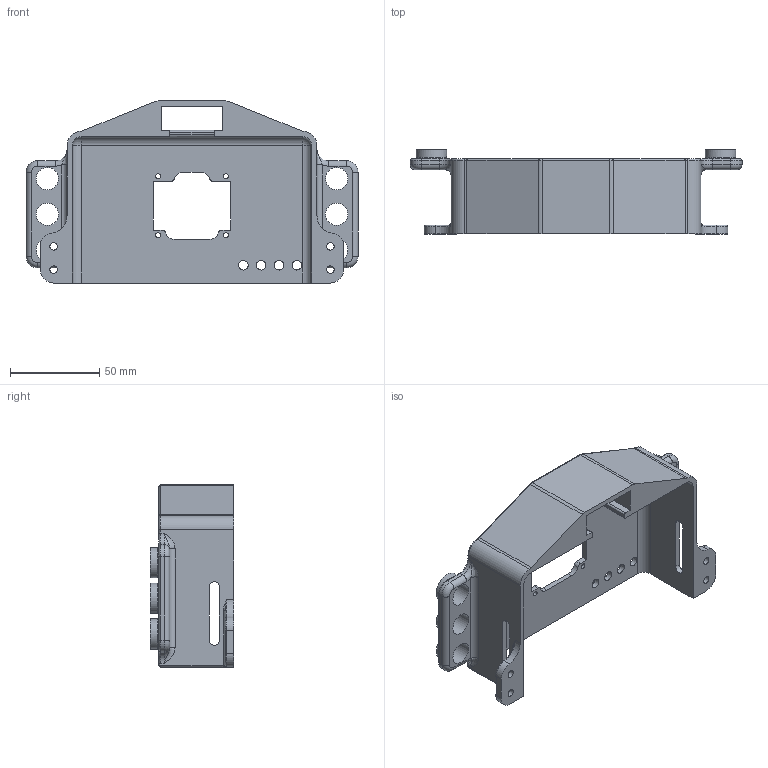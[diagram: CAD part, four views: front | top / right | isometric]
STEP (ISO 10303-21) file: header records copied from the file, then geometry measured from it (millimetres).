
FILE_DESCRIPTION(/* description */ (''),/* implementation_level */ '2;1');
FILE_NAME(/* name */ '',/* time_stamp */ '2026-01-16T01:09:16+03:00',/* author */ ('I9232'),/* organization */ (''),/* preprocessor_version */ 'ST-DEVELOPER v19.2',/* originating_system */ 'Autodesk Inventor 2023',/* authorisation */ '');
FILE_SCHEMA (('AUTOMOTIVE_DESIGN { 1 0 10303 214 3 1 1 }'));
Length unit declared in the file: millimetre
Products named in the file (1): Крышка_электроники
Bounding box: 186 x 47 x 102 mm (x, y, z)
Volume: 121961.6 mm3; surface area: 60125.6 mm2
Topology: 1 solids, 1 shells, 196 faces, 501 edges, 298 vertices
Faces by surface type: cylinder 97, plane 49, torus 34, bspline 12, sphere 4
Full cylindrical faces by diameter (mm): 2.8 x4, 4.2 x4, 5.4 x4, 12.5 x6, 17 x6
Entity records: 6540 total; most frequent: CARTESIAN_POINT 1616, DIRECTION 1085, ORIENTED_EDGE 982, EDGE_CURVE 491, AXIS2_PLACEMENT_3D 429, VERTEX_POINT 298, EDGE_LOOP 241, CIRCLE 236
